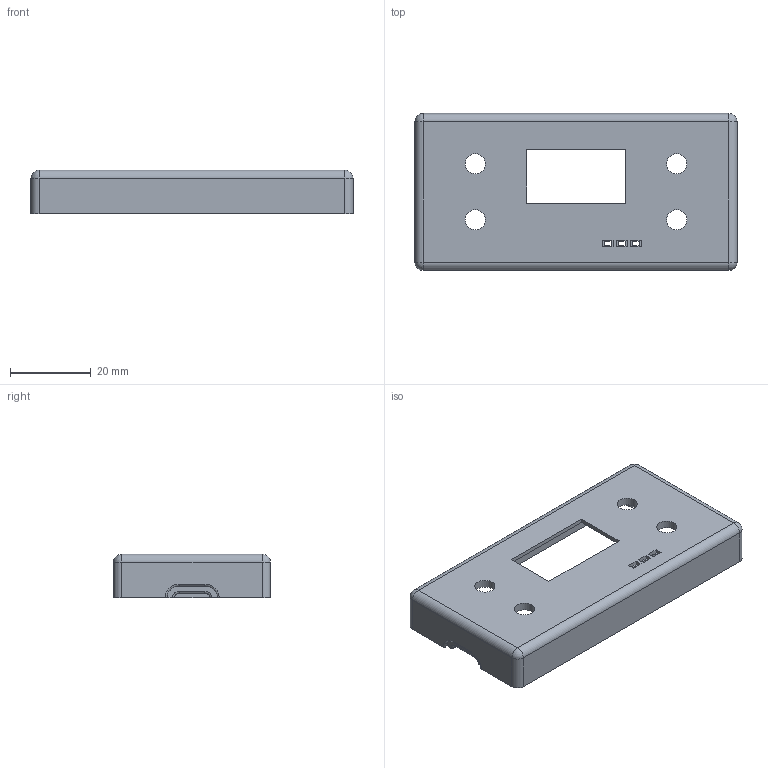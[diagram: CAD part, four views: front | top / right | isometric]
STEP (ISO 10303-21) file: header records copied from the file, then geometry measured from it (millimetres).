
FILE_DESCRIPTION(/* description */ (''),/* implementation_level */ '2;1');
FILE_NAME(/* name */ 'Top.step',/* time_stamp */ '2024-04-06T00:46:09+03:00',/* author */ (''),/* organization */ (''),/* preprocessor_version */ 'ST-DEVELOPER v20',/* originating_system */ 'Autodesk Translation Framework v12.20.1.177',/* authorisation */ '');
FILE_SCHEMA (('AUTOMOTIVE_DESIGN { 1 0 10303 214 3 1 1 }'));
Length unit declared in the file: millimetre
Products named in the file (1): SpaceInvadersCase
Bounding box: 80 x 39 x 10.8 mm (x, y, z)
Volume: 9043.6 mm3; surface area: 10119.3 mm2
Topology: 1 solids, 1 shells, 116 faces, 298 edges, 192 vertices
Faces by surface type: plane 68, cylinder 40, torus 4, sphere 4
Full cylindrical faces by diameter (mm): 3 x4, 5 x4
Entity records: 3613 total; most frequent: CARTESIAN_POINT 643, DIRECTION 616, ORIENTED_EDGE 596, EDGE_CURVE 298, LINE 206, VECTOR 206, AXIS2_PLACEMENT_3D 205, VERTEX_POINT 192
